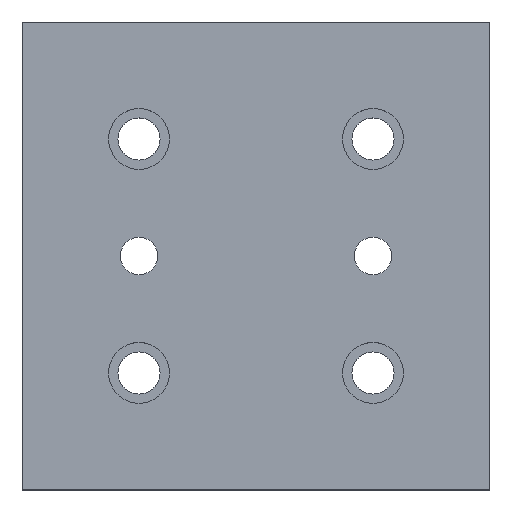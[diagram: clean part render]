
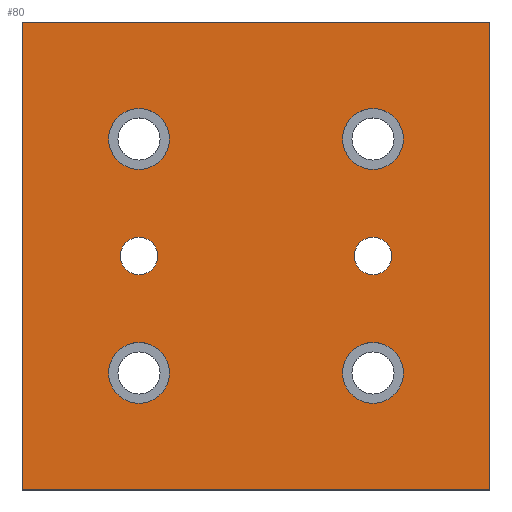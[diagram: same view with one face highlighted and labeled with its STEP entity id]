
A CAD part, top view. The second image highlights one B-rep face of the part: STEP entity #80.
In plain terms, the highlighted planar face has unit normal (0, 0, 1).
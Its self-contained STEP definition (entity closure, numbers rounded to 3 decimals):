
#80 = ADVANCED_FACE( '', ( #112, #113, #114, #115, #116, #117, #118 ), #119, .T. );
#112 = FACE_BOUND( '', #178, .T. );
#113 = FACE_BOUND( '', #179, .T. );
#114 = FACE_BOUND( '', #180, .T. );
#115 = FACE_BOUND( '', #181, .T. );
#116 = FACE_BOUND( '', #182, .T. );
#117 = FACE_BOUND( '', #183, .T. );
#118 = FACE_OUTER_BOUND( '', #184, .T. );
#119 = PLANE( '', #185 );
#178 = EDGE_LOOP( '', ( #269 ) );
#179 = EDGE_LOOP( '', ( #270 ) );
#180 = EDGE_LOOP( '', ( #271 ) );
#181 = EDGE_LOOP( '', ( #272 ) );
#182 = EDGE_LOOP( '', ( #273 ) );
#183 = EDGE_LOOP( '', ( #274 ) );
#184 = EDGE_LOOP( '', ( #275, #276, #277, #278 ) );
#185 = AXIS2_PLACEMENT_3D( '', #279, #280, #281 );
#269 = ORIENTED_EDGE( '', *, *, #370, .T. );
#270 = ORIENTED_EDGE( '', *, *, #371, .T. );
#271 = ORIENTED_EDGE( '', *, *, #372, .T. );
#272 = ORIENTED_EDGE( '', *, *, #373, .T. );
#273 = ORIENTED_EDGE( '', *, *, #374, .T. );
#274 = ORIENTED_EDGE( '', *, *, #375, .T. );
#275 = ORIENTED_EDGE( '', *, *, #354, .T. );
#276 = ORIENTED_EDGE( '', *, *, #366, .T. );
#277 = ORIENTED_EDGE( '', *, *, #369, .T. );
#278 = ORIENTED_EDGE( '', *, *, #367, .T. );
#279 = CARTESIAN_POINT( '', ( -100., -100., 30. ) );
#280 = DIRECTION( '', ( 0., 0., 1. ) );
#281 = DIRECTION( '', ( 1., 0., 0. ) );
#354 = EDGE_CURVE( '', #389, #387, #390, .T. );
#366 = EDGE_CURVE( '', #387, #409, #411, .T. );
#367 = EDGE_CURVE( '', #412, #389, #413, .T. );
#369 = EDGE_CURVE( '', #409, #412, #415, .T. );
#370 = EDGE_CURVE( '', #416, #416, #417, .T. );
#371 = EDGE_CURVE( '', #418, #418, #419, .T. );
#372 = EDGE_CURVE( '', #420, #420, #421, .T. );
#373 = EDGE_CURVE( '', #422, #422, #423, .T. );
#374 = EDGE_CURVE( '', #424, #424, #425, .T. );
#375 = EDGE_CURVE( '', #426, #426, #427, .T. );
#387 = VERTEX_POINT( '', #448 );
#389 = VERTEX_POINT( '', #451 );
#390 = LINE( '', #452, #453 );
#409 = VERTEX_POINT( '', #476 );
#411 = LINE( '', #479, #480 );
#412 = VERTEX_POINT( '', #481 );
#413 = LINE( '', #482, #483 );
#415 = LINE( '', #486, #487 );
#416 = VERTEX_POINT( '', #488 );
#417 = CIRCLE( '', #489, 8. );
#418 = VERTEX_POINT( '', #490 );
#419 = CIRCLE( '', #491, 8. );
#420 = VERTEX_POINT( '', #492 );
#421 = CIRCLE( '', #493, 13. );
#422 = VERTEX_POINT( '', #494 );
#423 = CIRCLE( '', #495, 13. );
#424 = VERTEX_POINT( '', #496 );
#425 = CIRCLE( '', #497, 13. );
#426 = VERTEX_POINT( '', #498 );
#427 = CIRCLE( '', #499, 13. );
#448 = CARTESIAN_POINT( '', ( -100., -100., 30. ) );
#451 = CARTESIAN_POINT( '', ( -100., 100., 30. ) );
#452 = CARTESIAN_POINT( '', ( -100., 100., 30. ) );
#453 = VECTOR( '', #518, 1000. );
#476 = CARTESIAN_POINT( '', ( 100., -100., 30. ) );
#479 = CARTESIAN_POINT( '', ( -100., -100., 30. ) );
#480 = VECTOR( '', #542, 1000. );
#481 = CARTESIAN_POINT( '', ( 100., 100., 30. ) );
#482 = CARTESIAN_POINT( '', ( 100., 100., 30. ) );
#483 = VECTOR( '', #543, 1000. );
#486 = CARTESIAN_POINT( '', ( 100., -100., 30. ) );
#487 = VECTOR( '', #545, 1000. );
#488 = CARTESIAN_POINT( '', ( 50., -8., 30. ) );
#489 = AXIS2_PLACEMENT_3D( '', #546, #547, #548 );
#490 = CARTESIAN_POINT( '', ( -50., -8., 30. ) );
#491 = AXIS2_PLACEMENT_3D( '', #549, #550, #551 );
#492 = CARTESIAN_POINT( '', ( 50., -63., 30. ) );
#493 = AXIS2_PLACEMENT_3D( '', #552, #553, #554 );
#494 = CARTESIAN_POINT( '', ( 50., 37., 30. ) );
#495 = AXIS2_PLACEMENT_3D( '', #555, #556, #557 );
#496 = CARTESIAN_POINT( '', ( -50., 37., 30. ) );
#497 = AXIS2_PLACEMENT_3D( '', #558, #559, #560 );
#498 = CARTESIAN_POINT( '', ( -50., -63., 30. ) );
#499 = AXIS2_PLACEMENT_3D( '', #561, #562, #563 );
#518 = DIRECTION( '', ( 0., -1., 0. ) );
#542 = DIRECTION( '', ( 1., 0., 0. ) );
#543 = DIRECTION( '', ( -1., 0., 0. ) );
#545 = DIRECTION( '', ( 0., 1., 0. ) );
#546 = CARTESIAN_POINT( '', ( 50., 0., 30. ) );
#547 = DIRECTION( '', ( 0., 0., -1. ) );
#548 = DIRECTION( '', ( 0., -1., 0. ) );
#549 = CARTESIAN_POINT( '', ( -50., 0., 30. ) );
#550 = DIRECTION( '', ( 0., 0., -1. ) );
#551 = DIRECTION( '', ( 0., -1., 0. ) );
#552 = CARTESIAN_POINT( '', ( 50., -50., 30. ) );
#553 = DIRECTION( '', ( 0., 0., -1. ) );
#554 = DIRECTION( '', ( 0., -1., 0. ) );
#555 = CARTESIAN_POINT( '', ( 50., 50., 30. ) );
#556 = DIRECTION( '', ( 0., 0., -1. ) );
#557 = DIRECTION( '', ( 0., -1., 0. ) );
#558 = CARTESIAN_POINT( '', ( -50., 50., 30. ) );
#559 = DIRECTION( '', ( 0., 0., -1. ) );
#560 = DIRECTION( '', ( 0., -1., 0. ) );
#561 = CARTESIAN_POINT( '', ( -50., -50., 30. ) );
#562 = DIRECTION( '', ( 0., 0., -1. ) );
#563 = DIRECTION( '', ( 0., -1., 0. ) );
